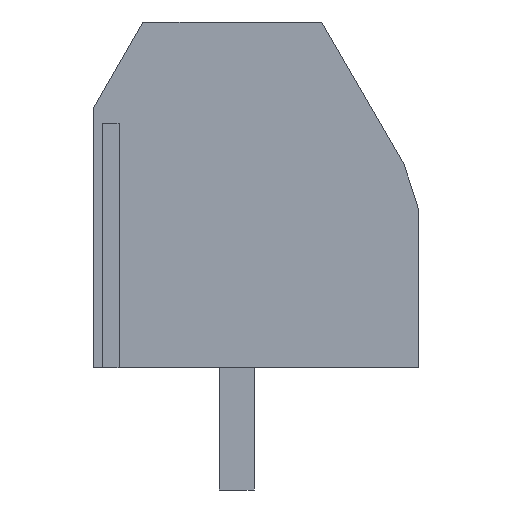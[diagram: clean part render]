
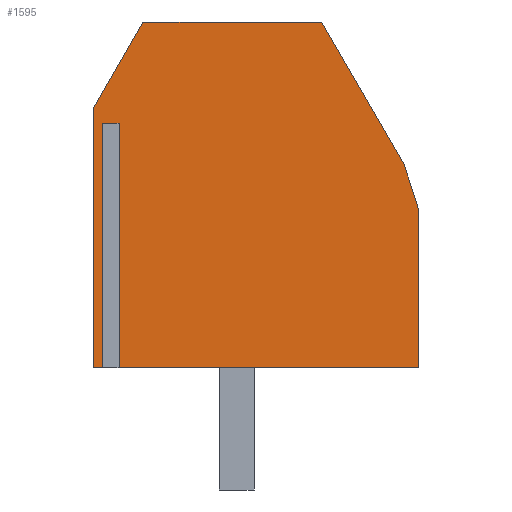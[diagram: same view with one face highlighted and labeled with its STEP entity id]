
A CAD part, front view. The second image highlights one B-rep face of the part: STEP entity #1595.
In plain terms, the highlighted face is planar.
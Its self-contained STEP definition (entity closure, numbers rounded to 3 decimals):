
#74=FACE_OUTER_BOUND('',#168,.T.);
#168=EDGE_LOOP('',(#1032,#1033,#1034,#1035,#1036,#1037,#1038,#1039,#1040,
#1041,#1042,#1043));
#258=LINE('',#2286,#446);
#262=LINE('',#2294,#450);
#265=LINE('',#2304,#453);
#268=LINE('',#2311,#456);
#280=LINE('',#2334,#468);
#281=LINE('',#2336,#469);
#282=LINE('',#2338,#470);
#283=LINE('',#2340,#471);
#284=LINE('',#2342,#472);
#285=LINE('',#2344,#473);
#286=LINE('',#2346,#474);
#287=LINE('',#2347,#475);
#446=VECTOR('',#1833,10.);
#450=VECTOR('',#1839,10.);
#453=VECTOR('',#1848,10.);
#456=VECTOR('',#1853,10.);
#468=VECTOR('',#1867,10.);
#469=VECTOR('',#1868,10.);
#470=VECTOR('',#1869,10.);
#471=VECTOR('',#1870,10.);
#472=VECTOR('',#1871,10.);
#473=VECTOR('',#1872,10.);
#474=VECTOR('',#1873,10.);
#475=VECTOR('',#1874,10.);
#634=VERTEX_POINT('',#2284);
#635=VERTEX_POINT('',#2285);
#638=VERTEX_POINT('',#2293);
#642=VERTEX_POINT('',#2303);
#644=VERTEX_POINT('',#2309);
#645=VERTEX_POINT('',#2310);
#656=VERTEX_POINT('',#2335);
#657=VERTEX_POINT('',#2337);
#658=VERTEX_POINT('',#2339);
#659=VERTEX_POINT('',#2341);
#660=VERTEX_POINT('',#2343);
#661=VERTEX_POINT('',#2345);
#778=EDGE_CURVE('',#634,#635,#258,.T.);
#782=EDGE_CURVE('',#638,#634,#262,.T.);
#787=EDGE_CURVE('',#642,#638,#265,.T.);
#790=EDGE_CURVE('',#644,#645,#268,.T.);
#802=EDGE_CURVE('',#635,#644,#280,.T.);
#803=EDGE_CURVE('',#645,#656,#281,.T.);
#804=EDGE_CURVE('',#656,#657,#282,.T.);
#805=EDGE_CURVE('',#657,#658,#283,.T.);
#806=EDGE_CURVE('',#659,#658,#284,.T.);
#807=EDGE_CURVE('',#659,#660,#285,.T.);
#808=EDGE_CURVE('',#660,#661,#286,.T.);
#809=EDGE_CURVE('',#642,#661,#287,.T.);
#1032=ORIENTED_EDGE('',*,*,#787,.T.);
#1033=ORIENTED_EDGE('',*,*,#782,.T.);
#1034=ORIENTED_EDGE('',*,*,#778,.T.);
#1035=ORIENTED_EDGE('',*,*,#802,.T.);
#1036=ORIENTED_EDGE('',*,*,#790,.T.);
#1037=ORIENTED_EDGE('',*,*,#803,.T.);
#1038=ORIENTED_EDGE('',*,*,#804,.T.);
#1039=ORIENTED_EDGE('',*,*,#805,.T.);
#1040=ORIENTED_EDGE('',*,*,#806,.F.);
#1041=ORIENTED_EDGE('',*,*,#807,.T.);
#1042=ORIENTED_EDGE('',*,*,#808,.T.);
#1043=ORIENTED_EDGE('',*,*,#809,.F.);
#1466=PLANE('',#1702);
#1595=ADVANCED_FACE('',(#74),#1466,.T.);
#1702=AXIS2_PLACEMENT_3D('',#2333,#1865,#1866);
#1833=DIRECTION('',(0.,-0.5,-0.866));
#1839=DIRECTION('',(0.,-1.,0.));
#1848=DIRECTION('',(0.,-0.5,0.866));
#1853=DIRECTION('',(0.,0.,-1.));
#1865=DIRECTION('center_axis',(1.,0.,0.));
#1866=DIRECTION('ref_axis',(0.,0.,-1.));
#1867=DIRECTION('',(0.,-0.228,-0.974));
#1868=DIRECTION('',(0.,1.,0.));
#1869=DIRECTION('',(0.,0.,1.));
#1870=DIRECTION('',(0.,1.,0.));
#1871=DIRECTION('',(0.,0.,1.));
#1872=DIRECTION('',(0.,1.,0.));
#1873=DIRECTION('',(0.,0.,1.));
#1874=DIRECTION('',(0.,0.309,-0.951));
#2284=CARTESIAN_POINT('',(7.62,-2.689,9.9));
#2285=CARTESIAN_POINT('',(7.62,-4.078,7.493));
#2286=CARTESIAN_POINT('',(7.62,-2.352,10.483));
#2293=CARTESIAN_POINT('',(7.62,2.435,9.9));
#2294=CARTESIAN_POINT('',(7.62,3.817,9.9));
#2303=CARTESIAN_POINT('',(7.62,4.798,5.807));
#2304=CARTESIAN_POINT('',(7.62,4.815,5.777));
#2309=CARTESIAN_POINT('',(7.62,-4.095,7.421));
#2310=CARTESIAN_POINT('',(7.62,-4.095,0.));
#2311=CARTESIAN_POINT('',(7.62,-4.095,7.182));
#2333=CARTESIAN_POINT('Origin',(7.62,5.2,6.9));
#2334=CARTESIAN_POINT('',(7.62,-2.6,13.8));
#2335=CARTESIAN_POINT('',(7.62,-3.83,0.));
#2336=CARTESIAN_POINT('',(7.62,-4.6,0.));
#2337=CARTESIAN_POINT('',(7.62,-3.83,7.));
#2338=CARTESIAN_POINT('',(7.62,-3.83,0.));
#2339=CARTESIAN_POINT('',(7.62,-3.37,7.));
#2340=CARTESIAN_POINT('',(7.62,-3.83,7.));
#2341=CARTESIAN_POINT('',(7.62,-3.37,0.));
#2342=CARTESIAN_POINT('',(7.62,-3.37,0.));
#2343=CARTESIAN_POINT('',(7.62,5.2,0.));
#2344=CARTESIAN_POINT('',(7.62,-3.37,0.));
#2345=CARTESIAN_POINT('',(7.62,5.2,4.57));
#2346=CARTESIAN_POINT('',(7.62,5.2,0.));
#2347=CARTESIAN_POINT('',(7.62,2.2,13.8));
